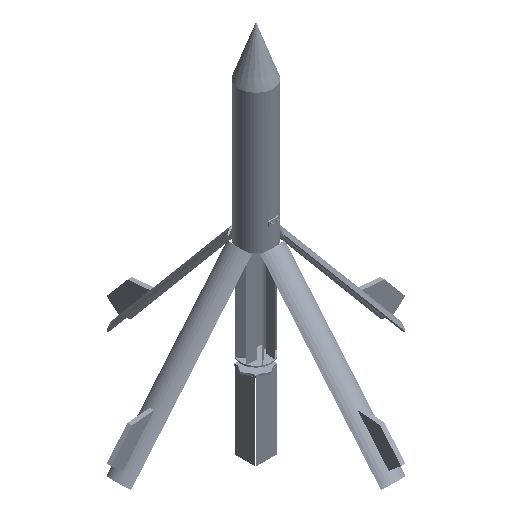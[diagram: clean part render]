
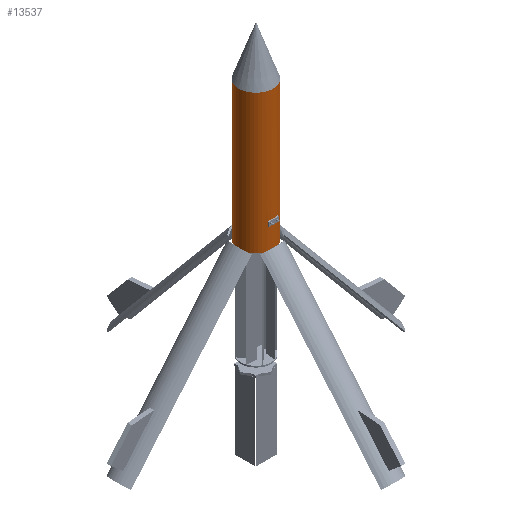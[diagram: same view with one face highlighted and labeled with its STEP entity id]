
A CAD part, isometric view. The second image highlights one B-rep face of the part: STEP entity #13537.
In plain terms, the highlighted cylindrical face has radius 120 mm (diameter 240 mm), a full revolution.
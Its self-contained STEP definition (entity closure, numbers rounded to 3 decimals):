
#1914=FACE_BOUND('',#3754,.T.);
#2959=FACE_OUTER_BOUND('',#3753,.T.);
#3753=EDGE_LOOP('',(#11209,#11210,#11211,#11212));
#3754=EDGE_LOOP('',(#11213,#11214,#11215,#11216));
#4361=CIRCLE('',#14619,120.);
#4367=CIRCLE('',#14630,120.);
#4368=CIRCLE('',#14637,120.);
#4370=CIRCLE('',#14641,120.);
#5089=LINE('',#30054,#6016);
#5098=LINE('',#30072,#6025);
#5102=LINE('',#30087,#6029);
#6016=VECTOR('',#17310,10.);
#6025=VECTOR('',#17327,10.);
#6029=VECTOR('',#17347,120.);
#7045=VERTEX_POINT('',#30021);
#7051=VERTEX_POINT('',#30040);
#7052=VERTEX_POINT('',#30041);
#7057=VERTEX_POINT('',#30053);
#7062=VERTEX_POINT('',#30071);
#7064=VERTEX_POINT('',#30080);
#8496=EDGE_CURVE('',#7045,#7045,#4361,.T.);
#8504=EDGE_CURVE('',#7051,#7052,#4367,.T.);
#8510=EDGE_CURVE('',#7057,#7051,#5089,.T.);
#8519=EDGE_CURVE('',#7052,#7062,#5098,.T.);
#8521=EDGE_CURVE('',#7062,#7057,#4368,.T.);
#8523=EDGE_CURVE('',#7064,#7064,#4370,.T.);
#8526=EDGE_CURVE('',#7045,#7064,#5102,.T.);
#11209=ORIENTED_EDGE('',*,*,#8496,.T.);
#11210=ORIENTED_EDGE('',*,*,#8526,.T.);
#11211=ORIENTED_EDGE('',*,*,#8523,.F.);
#11212=ORIENTED_EDGE('',*,*,#8526,.F.);
#11213=ORIENTED_EDGE('',*,*,#8510,.T.);
#11214=ORIENTED_EDGE('',*,*,#8504,.T.);
#11215=ORIENTED_EDGE('',*,*,#8519,.T.);
#11216=ORIENTED_EDGE('',*,*,#8521,.T.);
#13074=CYLINDRICAL_SURFACE('',#14643,120.);
#13537=ADVANCED_FACE('',(#2959,#1914),#13074,.T.);
#14619=AXIS2_PLACEMENT_3D('',#30022,#17277,#17278);
#14630=AXIS2_PLACEMENT_3D('',#30042,#17301,#17302);
#14637=AXIS2_PLACEMENT_3D('',#30075,#17331,#17332);
#14641=AXIS2_PLACEMENT_3D('',#30081,#17339,#17340);
#14643=AXIS2_PLACEMENT_3D('',#30086,#17345,#17346);
#17277=DIRECTION('center_axis',(0.,0.,1.));
#17278=DIRECTION('ref_axis',(1.,0.,0.));
#17301=DIRECTION('center_axis',(0.,0.,-1.));
#17302=DIRECTION('ref_axis',(1.,0.,0.));
#17310=DIRECTION('',(0.,0.,-1.));
#17327=DIRECTION('',(0.,0.,1.));
#17331=DIRECTION('center_axis',(0.,0.,1.));
#17332=DIRECTION('ref_axis',(1.,0.,0.));
#17339=DIRECTION('center_axis',(0.,0.,1.));
#17340=DIRECTION('ref_axis',(1.,0.,0.));
#17345=DIRECTION('center_axis',(0.,0.,-1.));
#17346=DIRECTION('ref_axis',(1.,0.,0.));
#17347=DIRECTION('',(0.,0.,1.));
#30021=CARTESIAN_POINT('',(-120.,0.,-155.));
#30022=CARTESIAN_POINT('Origin',(0.,0.,-155.));
#30040=CARTESIAN_POINT('',(34.278,-115.,0.));
#30041=CARTESIAN_POINT('',(-34.278,-115.,0.));
#30042=CARTESIAN_POINT('Origin',(0.,0.,0.));
#30053=CARTESIAN_POINT('',(34.278,-115.,30.));
#30054=CARTESIAN_POINT('',(34.278,-115.,810.));
#30071=CARTESIAN_POINT('',(-34.278,-115.,30.));
#30072=CARTESIAN_POINT('',(-34.278,-115.,810.));
#30075=CARTESIAN_POINT('Origin',(0.,0.,30.));
#30080=CARTESIAN_POINT('',(-120.,0.,810.));
#30081=CARTESIAN_POINT('Origin',(0.,0.,810.));
#30086=CARTESIAN_POINT('Origin',(0.,0.,810.));
#30087=CARTESIAN_POINT('',(-120.,0.,810.));
